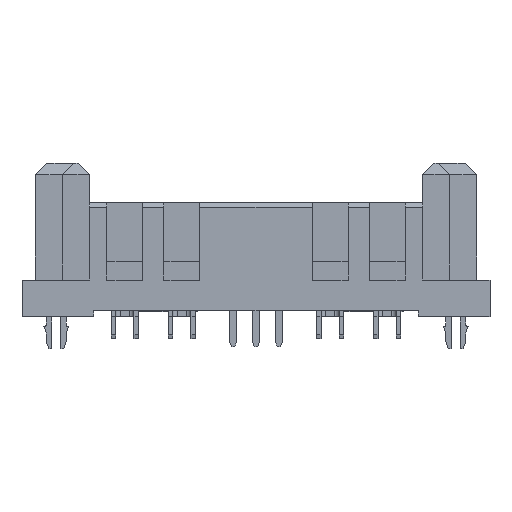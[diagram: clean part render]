
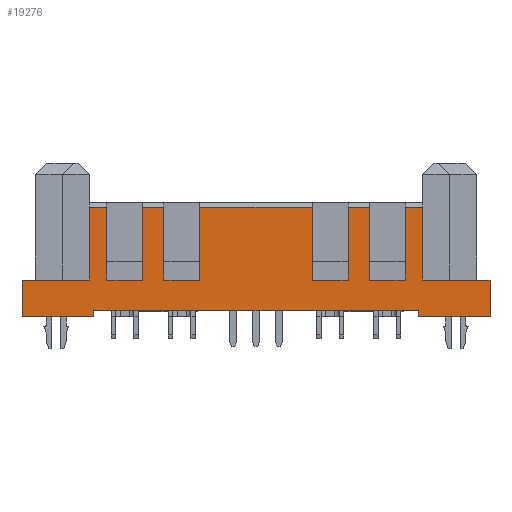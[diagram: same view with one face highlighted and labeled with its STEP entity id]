
A CAD part, top view. The second image highlights one B-rep face of the part: STEP entity #19276.
In plain terms, the highlighted planar face has unit normal (0, 0, 1).
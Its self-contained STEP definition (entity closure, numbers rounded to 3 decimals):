
#1502=ORIENTED_EDGE('',*,*,#6824,.F.);
#1503=ORIENTED_EDGE('',*,*,#6825,.F.);
#1504=ORIENTED_EDGE('',*,*,#6193,.T.);
#1505=ORIENTED_EDGE('',*,*,#6826,.F.);
#1506=ORIENTED_EDGE('',*,*,#6827,.T.);
#1507=ORIENTED_EDGE('',*,*,#6828,.T.);
#1508=ORIENTED_EDGE('',*,*,#5982,.T.);
#1509=ORIENTED_EDGE('',*,*,#6829,.T.);
#1510=ORIENTED_EDGE('',*,*,#6307,.T.);
#1511=ORIENTED_EDGE('',*,*,#6830,.T.);
#1512=ORIENTED_EDGE('',*,*,#6831,.T.);
#1513=ORIENTED_EDGE('',*,*,#6832,.F.);
#1514=ORIENTED_EDGE('',*,*,#6833,.T.);
#1515=ORIENTED_EDGE('',*,*,#6834,.T.);
#1516=ORIENTED_EDGE('',*,*,#6835,.T.);
#1517=ORIENTED_EDGE('',*,*,#6836,.F.);
#1518=ORIENTED_EDGE('',*,*,#6837,.F.);
#1519=ORIENTED_EDGE('',*,*,#6838,.F.);
#1520=ORIENTED_EDGE('',*,*,#6203,.T.);
#1521=ORIENTED_EDGE('',*,*,#6839,.F.);
#1522=ORIENTED_EDGE('',*,*,#6840,.F.);
#1523=ORIENTED_EDGE('',*,*,#6841,.F.);
#1524=ORIENTED_EDGE('',*,*,#6200,.T.);
#1525=ORIENTED_EDGE('',*,*,#6842,.F.);
#1526=ORIENTED_EDGE('',*,*,#6843,.F.);
#1527=ORIENTED_EDGE('',*,*,#6844,.F.);
#1528=ORIENTED_EDGE('',*,*,#6197,.T.);
#1529=ORIENTED_EDGE('',*,*,#6845,.F.);
#5982=EDGE_CURVE('',#8832,#8831,#10723,.T.);
#6193=EDGE_CURVE('',#9031,#9032,#10934,.T.);
#6197=EDGE_CURVE('',#9034,#9033,#10938,.T.);
#6200=EDGE_CURVE('',#9036,#9035,#10941,.T.);
#6203=EDGE_CURVE('',#9038,#9037,#10944,.T.);
#6307=EDGE_CURVE('',#9122,#9121,#11048,.T.);
#6824=EDGE_CURVE('',#9465,#9466,#11565,.T.);
#6825=EDGE_CURVE('',#9031,#9465,#11566,.T.);
#6826=EDGE_CURVE('',#9467,#9032,#11567,.T.);
#6827=EDGE_CURVE('',#9467,#9468,#11568,.T.);
#6828=EDGE_CURVE('',#9468,#8832,#11569,.T.);
#6829=EDGE_CURVE('',#8831,#9122,#11570,.T.);
#6830=EDGE_CURVE('',#9121,#9469,#11571,.T.);
#6831=EDGE_CURVE('',#9469,#9470,#11572,.T.);
#6832=EDGE_CURVE('',#9471,#9470,#11573,.T.);
#6833=EDGE_CURVE('',#9471,#9472,#11574,.T.);
#6834=EDGE_CURVE('',#9472,#9473,#11575,.T.);
#6835=EDGE_CURVE('',#9473,#9474,#11576,.T.);
#6836=EDGE_CURVE('',#9475,#9474,#11577,.T.);
#6837=EDGE_CURVE('',#9476,#9475,#11578,.T.);
#6838=EDGE_CURVE('',#9038,#9476,#11579,.T.);
#6839=EDGE_CURVE('',#9477,#9037,#11580,.T.);
#6840=EDGE_CURVE('',#9478,#9477,#11581,.T.);
#6841=EDGE_CURVE('',#9036,#9478,#11582,.T.);
#6842=EDGE_CURVE('',#9479,#9035,#11583,.T.);
#6843=EDGE_CURVE('',#9480,#9479,#11584,.T.);
#6844=EDGE_CURVE('',#9034,#9480,#11585,.T.);
#6845=EDGE_CURVE('',#9466,#9033,#11586,.T.);
#8831=VERTEX_POINT('',#26247);
#8832=VERTEX_POINT('',#26249);
#9031=VERTEX_POINT('',#26671);
#9032=VERTEX_POINT('',#26672);
#9033=VERTEX_POINT('',#26677);
#9034=VERTEX_POINT('',#26679);
#9035=VERTEX_POINT('',#26683);
#9036=VERTEX_POINT('',#26685);
#9037=VERTEX_POINT('',#26689);
#9038=VERTEX_POINT('',#26691);
#9121=VERTEX_POINT('',#26898);
#9122=VERTEX_POINT('',#26900);
#9465=VERTEX_POINT('',#27917);
#9466=VERTEX_POINT('',#27918);
#9467=VERTEX_POINT('',#27921);
#9468=VERTEX_POINT('',#27923);
#9469=VERTEX_POINT('',#27927);
#9470=VERTEX_POINT('',#27929);
#9471=VERTEX_POINT('',#27931);
#9472=VERTEX_POINT('',#27933);
#9473=VERTEX_POINT('',#27935);
#9474=VERTEX_POINT('',#27937);
#9475=VERTEX_POINT('',#27939);
#9476=VERTEX_POINT('',#27941);
#9477=VERTEX_POINT('',#27944);
#9478=VERTEX_POINT('',#27946);
#9479=VERTEX_POINT('',#27949);
#9480=VERTEX_POINT('',#27951);
#10723=LINE('',#26248,#13418);
#10934=LINE('',#26670,#13629);
#10938=LINE('',#26678,#13633);
#10941=LINE('',#26684,#13636);
#10944=LINE('',#26690,#13639);
#11048=LINE('',#26899,#13743);
#11565=LINE('',#27916,#14260);
#11566=LINE('',#27919,#14261);
#11567=LINE('',#27920,#14262);
#11568=LINE('',#27922,#14263);
#11569=LINE('',#27924,#14264);
#11570=LINE('',#27925,#14265);
#11571=LINE('',#27926,#14266);
#11572=LINE('',#27928,#14267);
#11573=LINE('',#27930,#14268);
#11574=LINE('',#27932,#14269);
#11575=LINE('',#27934,#14270);
#11576=LINE('',#27936,#14271);
#11577=LINE('',#27938,#14272);
#11578=LINE('',#27940,#14273);
#11579=LINE('',#27942,#14274);
#11580=LINE('',#27943,#14275);
#11581=LINE('',#27945,#14276);
#11582=LINE('',#27947,#14277);
#11583=LINE('',#27948,#14278);
#11584=LINE('',#27950,#14279);
#11585=LINE('',#27952,#14280);
#11586=LINE('',#27953,#14281);
#13418=VECTOR('',#21264,1000.);
#13629=VECTOR('',#21499,1000.);
#13633=VECTOR('',#21505,1000.);
#13636=VECTOR('',#21510,1000.);
#13639=VECTOR('',#21515,1000.);
#13743=VECTOR('',#21661,1000.);
#14260=VECTOR('',#22492,1000.);
#14261=VECTOR('',#22493,1000.);
#14262=VECTOR('',#22494,1000.);
#14263=VECTOR('',#22495,1000.);
#14264=VECTOR('',#22496,1000.);
#14265=VECTOR('',#22497,1000.);
#14266=VECTOR('',#22498,1000.);
#14267=VECTOR('',#22499,1000.);
#14268=VECTOR('',#22500,1000.);
#14269=VECTOR('',#22501,1000.);
#14270=VECTOR('',#22502,1000.);
#14271=VECTOR('',#22503,1000.);
#14272=VECTOR('',#22504,1000.);
#14273=VECTOR('',#22505,1000.);
#14274=VECTOR('',#22506,1000.);
#14275=VECTOR('',#22507,1000.);
#14276=VECTOR('',#22508,1000.);
#14277=VECTOR('',#22509,1000.);
#14278=VECTOR('',#22510,1000.);
#14279=VECTOR('',#22511,1000.);
#14280=VECTOR('',#22512,1000.);
#14281=VECTOR('',#22513,1000.);
#16341=EDGE_LOOP('',(#1502,#1503,#1504,#1505,#1506,#1507,#1508,#1509,#1510,
#1511,#1512,#1513,#1514,#1515,#1516,#1517,#1518,#1519,#1520,#1521,#1522,
#1523,#1524,#1525,#1526,#1527,#1528,#1529));
#17374=FACE_BOUND('',#16341,.T.);
#18370=PLANE('',#20308);
#19276=ADVANCED_FACE('',(#17374),#18370,.F.);
#20308=AXIS2_PLACEMENT_3D('',#27915,#22490,#22491);
#21264=DIRECTION('',(1.,0.,0.));
#21499=DIRECTION('',(-1.,0.,0.));
#21505=DIRECTION('',(-1.,0.,0.));
#21510=DIRECTION('',(-1.,0.,0.));
#21515=DIRECTION('',(-1.,0.,0.));
#21661=DIRECTION('',(1.,0.,0.));
#22490=DIRECTION('',(0.,0.,-1.));
#22491=DIRECTION('',(-1.,0.,0.));
#22492=DIRECTION('',(1.,0.,0.));
#22493=DIRECTION('',(0.,-1.,0.));
#22494=DIRECTION('',(0.,1.,0.));
#22495=DIRECTION('',(-1.,0.,0.));
#22496=DIRECTION('',(0.,-1.,0.));
#22497=DIRECTION('',(0.,1.,0.));
#22498=DIRECTION('',(0.,-1.,0.));
#22499=DIRECTION('',(1.,0.,0.));
#22500=DIRECTION('',(0.,-1.,0.));
#22501=DIRECTION('',(-1.,0.,0.));
#22502=DIRECTION('',(0.,1.,0.));
#22503=DIRECTION('',(-1.,0.,0.));
#22504=DIRECTION('',(0.,1.,0.));
#22505=DIRECTION('',(1.,0.,0.));
#22506=DIRECTION('',(0.,-1.,0.));
#22507=DIRECTION('',(0.,1.,0.));
#22508=DIRECTION('',(1.,0.,0.));
#22509=DIRECTION('',(0.,-1.,0.));
#22510=DIRECTION('',(0.,1.,0.));
#22511=DIRECTION('',(1.,0.,0.));
#22512=DIRECTION('',(0.,-1.,0.));
#22513=DIRECTION('',(0.,1.,0.));
#26247=CARTESIAN_POINT('',(-18.035,0.,6.));
#26248=CARTESIAN_POINT('',(-26.035,0.,6.));
#26249=CARTESIAN_POINT('',(-26.035,0.,6.));
#26670=CARTESIAN_POINT('',(26.035,12.14,6.));
#26671=CARTESIAN_POINT('',(-16.605,12.14,6.));
#26672=CARTESIAN_POINT('',(-18.535,12.14,6.));
#26677=CARTESIAN_POINT('',(-12.605,12.14,6.));
#26678=CARTESIAN_POINT('',(26.035,12.14,6.));
#26679=CARTESIAN_POINT('',(-10.255,12.14,6.));
#26683=CARTESIAN_POINT('',(-6.255,12.14,6.));
#26684=CARTESIAN_POINT('',(26.035,12.14,6.));
#26685=CARTESIAN_POINT('',(6.255,12.14,6.));
#26689=CARTESIAN_POINT('',(10.255,12.14,6.));
#26690=CARTESIAN_POINT('',(26.035,12.14,6.));
#26691=CARTESIAN_POINT('',(12.605,12.14,6.));
#26898=CARTESIAN_POINT('',(18.035,0.64,6.));
#26899=CARTESIAN_POINT('',(-18.035,0.64,6.));
#26900=CARTESIAN_POINT('',(-18.035,0.64,6.));
#27915=CARTESIAN_POINT('',(-26.035,17.04,6.));
#27916=CARTESIAN_POINT('',(-16.605,4.035,6.));
#27917=CARTESIAN_POINT('',(-16.605,4.035,6.));
#27918=CARTESIAN_POINT('',(-12.605,4.035,6.));
#27919=CARTESIAN_POINT('',(-16.605,17.04,6.));
#27920=CARTESIAN_POINT('',(-18.535,4.04,6.));
#27921=CARTESIAN_POINT('',(-18.535,4.04,6.));
#27922=CARTESIAN_POINT('',(-24.535,4.04,6.));
#27923=CARTESIAN_POINT('',(-26.035,4.04,6.));
#27924=CARTESIAN_POINT('',(-26.035,17.04,6.));
#27925=CARTESIAN_POINT('',(-18.035,0.,6.));
#27926=CARTESIAN_POINT('',(18.035,0.64,6.));
#27927=CARTESIAN_POINT('',(18.035,0.,6.));
#27928=CARTESIAN_POINT('',(-26.035,0.,6.));
#27929=CARTESIAN_POINT('',(26.035,0.,6.));
#27930=CARTESIAN_POINT('',(26.035,17.04,6.));
#27931=CARTESIAN_POINT('',(26.035,4.04,6.));
#27932=CARTESIAN_POINT('',(26.035,4.04,6.));
#27933=CARTESIAN_POINT('',(18.535,4.04,6.));
#27934=CARTESIAN_POINT('',(18.535,4.04,6.));
#27935=CARTESIAN_POINT('',(18.535,12.14,6.));
#27936=CARTESIAN_POINT('',(26.035,12.14,6.));
#27937=CARTESIAN_POINT('',(16.605,12.14,6.));
#27938=CARTESIAN_POINT('',(16.605,6.135,6.));
#27939=CARTESIAN_POINT('',(16.605,4.035,6.));
#27940=CARTESIAN_POINT('',(12.605,4.035,6.));
#27941=CARTESIAN_POINT('',(12.605,4.035,6.));
#27942=CARTESIAN_POINT('',(12.605,12.64,6.));
#27943=CARTESIAN_POINT('',(10.255,6.135,6.));
#27944=CARTESIAN_POINT('',(10.255,4.035,6.));
#27945=CARTESIAN_POINT('',(6.255,4.035,6.));
#27946=CARTESIAN_POINT('',(6.255,4.035,6.));
#27947=CARTESIAN_POINT('',(6.255,12.64,6.));
#27948=CARTESIAN_POINT('',(-6.255,6.135,6.));
#27949=CARTESIAN_POINT('',(-6.255,4.035,6.));
#27950=CARTESIAN_POINT('',(-10.255,4.035,6.));
#27951=CARTESIAN_POINT('',(-10.255,4.035,6.));
#27952=CARTESIAN_POINT('',(-10.255,12.64,6.));
#27953=CARTESIAN_POINT('',(-12.605,6.135,6.));
